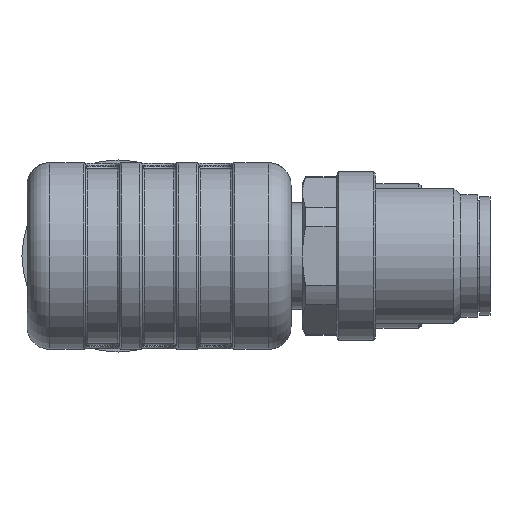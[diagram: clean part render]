
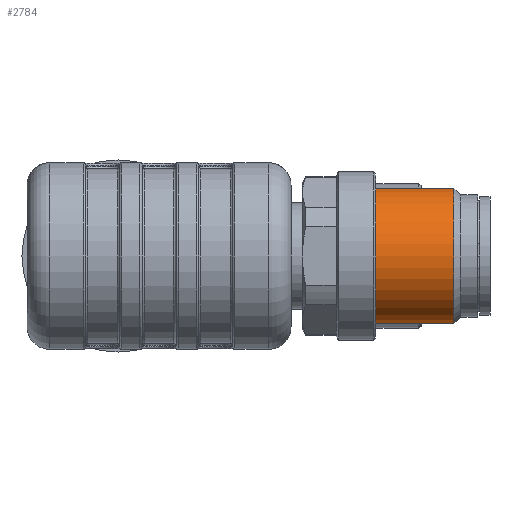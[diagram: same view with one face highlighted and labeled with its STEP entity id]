
A CAD part, front view. The second image highlights one B-rep face of the part: STEP entity #2784.
In plain terms, the highlighted cylindrical face has radius 6 mm (diameter 12 mm), a full revolution.
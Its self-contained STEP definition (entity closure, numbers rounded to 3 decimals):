
#2784=ADVANCED_FACE('',(#3172,#3173),#3019,.T.);
#3019=CYLINDRICAL_SURFACE('',#9617,6.);
#3172=FACE_BOUND('',#3714,.T.);
#3173=FACE_BOUND('',#3715,.T.);
#3714=EDGE_LOOP('',(#5888));
#3715=EDGE_LOOP('',(#5889));
#5888=ORIENTED_EDGE('',*,*,#8211,.F.);
#5889=ORIENTED_EDGE('',*,*,#8210,.T.);
#7035=VERTEX_POINT('',#17012);
#7036=VERTEX_POINT('',#17015);
#8210=EDGE_CURVE('',#7035,#7035,#8799,.T.);
#8211=EDGE_CURVE('',#7036,#7036,#8800,.T.);
#8799=CIRCLE('',#9614,6.);
#8800=CIRCLE('',#9616,6.);
#9614=AXIS2_PLACEMENT_3D('',#17011,#11707,#11708);
#9616=AXIS2_PLACEMENT_3D('',#17014,#11711,#11712);
#9617=AXIS2_PLACEMENT_3D('',#17016,#11713,#11714);
#11707=DIRECTION('',(1.,0.,0.));
#11708=DIRECTION('',(0.,1.,0.));
#11711=DIRECTION('',(1.,0.,0.));
#11712=DIRECTION('',(0.,1.,0.));
#11713=DIRECTION('',(1.,0.,0.));
#11714=DIRECTION('',(0.,-1.,0.));
#17011=CARTESIAN_POINT('',(22.8,-108.294,0.));
#17012=CARTESIAN_POINT('',(22.8,-102.294,0.));
#17014=CARTESIAN_POINT('',(29.7,-108.294,0.));
#17015=CARTESIAN_POINT('',(29.7,-102.294,0.));
#17016=CARTESIAN_POINT('',(31.8,-108.294,0.));
